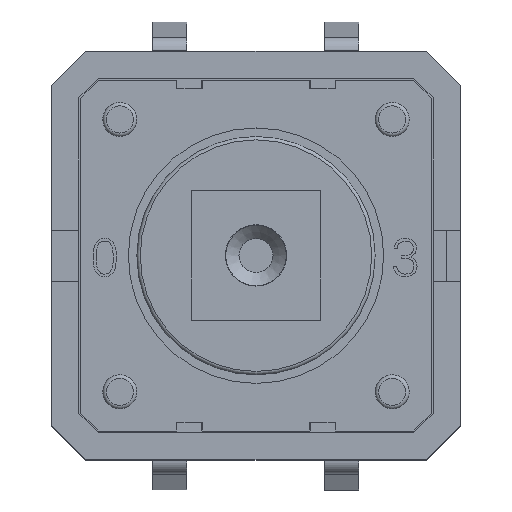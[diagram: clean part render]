
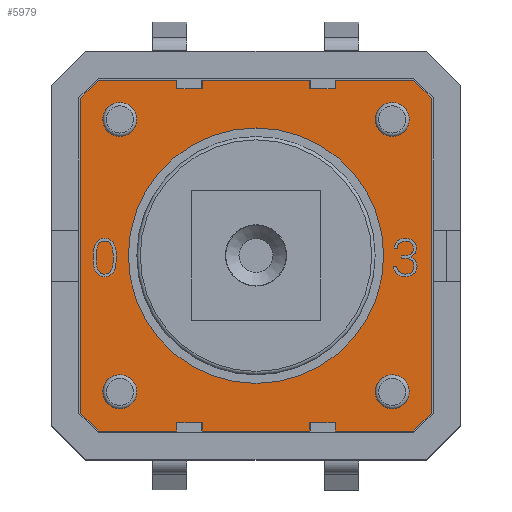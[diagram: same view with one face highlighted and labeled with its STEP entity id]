
A CAD part, top view. The second image highlights one B-rep face of the part: STEP entity #5979.
In plain terms, the highlighted planar face has unit normal (0, 0, 1).
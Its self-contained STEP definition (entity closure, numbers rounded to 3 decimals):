
#211=FACE_BOUND('',#1138,.T.);
#212=FACE_BOUND('',#1139,.T.);
#213=FACE_BOUND('',#1140,.T.);
#214=FACE_BOUND('',#1141,.T.);
#215=FACE_BOUND('',#1142,.T.);
#466=PLANE('',#6547);
#787=FACE_OUTER_BOUND('',#1137,.T.);
#1137=EDGE_LOOP('',(#5419,#5420,#5421,#5422,#5423,#5424,#5425,#5426,#5427,
#5428,#5429,#5430,#5431,#5432,#5433,#5434,#5435,#5436,#5437,#5438,#5439,
#5440,#5441,#5442));
#1138=EDGE_LOOP('',(#5443));
#1139=EDGE_LOOP('',(#5444));
#1140=EDGE_LOOP('',(#5445));
#1141=EDGE_LOOP('',(#5446));
#1142=EDGE_LOOP('',(#5447));
#1689=LINE('',#9495,#2337);
#1691=LINE('',#9500,#2339);
#1695=LINE('',#9507,#2343);
#1697=LINE('',#9512,#2345);
#1701=LINE('',#9519,#2349);
#1704=LINE('',#9525,#2352);
#1707=LINE('',#9531,#2355);
#1710=LINE('',#9537,#2358);
#1713=LINE('',#9543,#2361);
#1716=LINE('',#9549,#2364);
#1719=LINE('',#9555,#2367);
#1722=LINE('',#9561,#2370);
#1725=LINE('',#9567,#2373);
#1727=LINE('',#9572,#2375);
#1731=LINE('',#9579,#2379);
#1733=LINE('',#9584,#2381);
#1737=LINE('',#9591,#2385);
#1739=LINE('',#9596,#2387);
#1742=LINE('',#9602,#2390);
#1745=LINE('',#9608,#2393);
#1749=LINE('',#9615,#2397);
#1751=LINE('',#9620,#2399);
#1754=LINE('',#9626,#2402);
#1756=LINE('',#9629,#2404);
#2337=VECTOR('',#7889,1.);
#2339=VECTOR('',#7893,1.);
#2343=VECTOR('',#7899,1.);
#2345=VECTOR('',#7903,1.);
#2349=VECTOR('',#7909,1.);
#2352=VECTOR('',#7914,1.);
#2355=VECTOR('',#7919,1.);
#2358=VECTOR('',#7924,1.);
#2361=VECTOR('',#7929,1.);
#2364=VECTOR('',#7934,1.);
#2367=VECTOR('',#7939,1.);
#2370=VECTOR('',#7944,1.);
#2373=VECTOR('',#7949,1.);
#2375=VECTOR('',#7953,1.);
#2379=VECTOR('',#7959,1.);
#2381=VECTOR('',#7963,1.);
#2385=VECTOR('',#7969,1.);
#2387=VECTOR('',#7973,1.);
#2390=VECTOR('',#7978,1.);
#2393=VECTOR('',#7983,1.);
#2397=VECTOR('',#7989,1.);
#2399=VECTOR('',#7993,1.);
#2402=VECTOR('',#7998,1.);
#2404=VECTOR('',#8002,1.);
#2584=CIRCLE('',#6532,3.75);
#2586=CIRCLE('',#6535,0.3);
#2588=CIRCLE('',#6538,0.3);
#2590=CIRCLE('',#6541,0.3);
#2592=CIRCLE('',#6544,0.3);
#2988=VERTEX_POINT('',#9489);
#2990=VERTEX_POINT('',#9493);
#2992=VERTEX_POINT('',#9498);
#2994=VERTEX_POINT('',#9505);
#2996=VERTEX_POINT('',#9510);
#2998=VERTEX_POINT('',#9517);
#3000=VERTEX_POINT('',#9523);
#3002=VERTEX_POINT('',#9529);
#3004=VERTEX_POINT('',#9535);
#3006=VERTEX_POINT('',#9541);
#3008=VERTEX_POINT('',#9547);
#3010=VERTEX_POINT('',#9553);
#3012=VERTEX_POINT('',#9559);
#3014=VERTEX_POINT('',#9565);
#3016=VERTEX_POINT('',#9570);
#3018=VERTEX_POINT('',#9577);
#3020=VERTEX_POINT('',#9582);
#3022=VERTEX_POINT('',#9589);
#3024=VERTEX_POINT('',#9594);
#3026=VERTEX_POINT('',#9600);
#3028=VERTEX_POINT('',#9606);
#3030=VERTEX_POINT('',#9613);
#3032=VERTEX_POINT('',#9618);
#3034=VERTEX_POINT('',#9624);
#3035=VERTEX_POINT('',#9632);
#3037=VERTEX_POINT('',#9638);
#3039=VERTEX_POINT('',#9644);
#3041=VERTEX_POINT('',#9650);
#3043=VERTEX_POINT('',#9656);
#3800=EDGE_CURVE('',#2988,#2990,#1689,.T.);
#3802=EDGE_CURVE('',#2992,#2990,#1691,.T.);
#3806=EDGE_CURVE('',#2992,#2994,#1695,.T.);
#3808=EDGE_CURVE('',#2996,#2994,#1697,.T.);
#3812=EDGE_CURVE('',#2996,#2998,#1701,.T.);
#3815=EDGE_CURVE('',#2998,#3000,#1704,.T.);
#3818=EDGE_CURVE('',#3000,#3002,#1707,.T.);
#3821=EDGE_CURVE('',#3002,#3004,#1710,.T.);
#3824=EDGE_CURVE('',#3004,#3006,#1713,.T.);
#3827=EDGE_CURVE('',#3006,#3008,#1716,.T.);
#3830=EDGE_CURVE('',#3008,#3010,#1719,.T.);
#3833=EDGE_CURVE('',#3010,#3012,#1722,.T.);
#3836=EDGE_CURVE('',#3012,#3014,#1725,.T.);
#3838=EDGE_CURVE('',#3016,#3014,#1727,.T.);
#3842=EDGE_CURVE('',#3016,#3018,#1731,.T.);
#3844=EDGE_CURVE('',#3020,#3018,#1733,.T.);
#3848=EDGE_CURVE('',#3020,#3022,#1737,.T.);
#3850=EDGE_CURVE('',#3024,#3022,#1739,.T.);
#3853=EDGE_CURVE('',#3026,#3024,#1742,.T.);
#3856=EDGE_CURVE('',#3028,#3026,#1745,.T.);
#3860=EDGE_CURVE('',#3028,#3030,#1749,.T.);
#3862=EDGE_CURVE('',#3032,#3030,#1751,.T.);
#3865=EDGE_CURVE('',#3034,#3032,#1754,.T.);
#3867=EDGE_CURVE('',#2988,#3034,#1756,.T.);
#3869=EDGE_CURVE('',#3035,#3035,#2584,.T.);
#3872=EDGE_CURVE('',#3037,#3037,#2586,.T.);
#3875=EDGE_CURVE('',#3039,#3039,#2588,.T.);
#3878=EDGE_CURVE('',#3041,#3041,#2590,.T.);
#3881=EDGE_CURVE('',#3043,#3043,#2592,.T.);
#5419=ORIENTED_EDGE('',*,*,#3800,.T.);
#5420=ORIENTED_EDGE('',*,*,#3802,.F.);
#5421=ORIENTED_EDGE('',*,*,#3806,.T.);
#5422=ORIENTED_EDGE('',*,*,#3808,.F.);
#5423=ORIENTED_EDGE('',*,*,#3812,.T.);
#5424=ORIENTED_EDGE('',*,*,#3815,.T.);
#5425=ORIENTED_EDGE('',*,*,#3818,.T.);
#5426=ORIENTED_EDGE('',*,*,#3821,.T.);
#5427=ORIENTED_EDGE('',*,*,#3824,.T.);
#5428=ORIENTED_EDGE('',*,*,#3827,.T.);
#5429=ORIENTED_EDGE('',*,*,#3830,.T.);
#5430=ORIENTED_EDGE('',*,*,#3833,.T.);
#5431=ORIENTED_EDGE('',*,*,#3836,.T.);
#5432=ORIENTED_EDGE('',*,*,#3838,.F.);
#5433=ORIENTED_EDGE('',*,*,#3842,.T.);
#5434=ORIENTED_EDGE('',*,*,#3844,.F.);
#5435=ORIENTED_EDGE('',*,*,#3848,.T.);
#5436=ORIENTED_EDGE('',*,*,#3850,.F.);
#5437=ORIENTED_EDGE('',*,*,#3853,.F.);
#5438=ORIENTED_EDGE('',*,*,#3856,.F.);
#5439=ORIENTED_EDGE('',*,*,#3860,.T.);
#5440=ORIENTED_EDGE('',*,*,#3862,.F.);
#5441=ORIENTED_EDGE('',*,*,#3865,.F.);
#5442=ORIENTED_EDGE('',*,*,#3867,.F.);
#5443=ORIENTED_EDGE('',*,*,#3869,.F.);
#5444=ORIENTED_EDGE('',*,*,#3872,.F.);
#5445=ORIENTED_EDGE('',*,*,#3875,.F.);
#5446=ORIENTED_EDGE('',*,*,#3878,.F.);
#5447=ORIENTED_EDGE('',*,*,#3881,.F.);
#5979=ADVANCED_FACE('',(#787,#211,#212,#213,#214,#215),#466,.T.);
#6532=AXIS2_PLACEMENT_3D('',#9633,#8006,#8007);
#6535=AXIS2_PLACEMENT_3D('',#9639,#8013,#8014);
#6538=AXIS2_PLACEMENT_3D('',#9645,#8020,#8021);
#6541=AXIS2_PLACEMENT_3D('',#9651,#8027,#8028);
#6544=AXIS2_PLACEMENT_3D('',#9657,#8034,#8035);
#6547=AXIS2_PLACEMENT_3D('',#9662,#8041,#8042);
#7889=DIRECTION('',(-1.,0.,0.));
#7893=DIRECTION('',(0.707,0.707,0.));
#7899=DIRECTION('',(0.,-1.,0.));
#7903=DIRECTION('',(-0.707,0.707,0.));
#7909=DIRECTION('',(1.,0.,0.));
#7914=DIRECTION('',(0.,1.,0.));
#7919=DIRECTION('',(1.,0.,0.));
#7924=DIRECTION('',(0.,-1.,0.));
#7929=DIRECTION('',(1.,0.,0.));
#7934=DIRECTION('',(0.,1.,0.));
#7939=DIRECTION('',(1.,0.,0.));
#7944=DIRECTION('',(0.,-1.,0.));
#7949=DIRECTION('',(1.,0.,0.));
#7953=DIRECTION('',(-0.707,-0.707,0.));
#7959=DIRECTION('',(0.,1.,0.));
#7963=DIRECTION('',(0.707,-0.707,0.));
#7969=DIRECTION('',(-1.,0.,0.));
#7973=DIRECTION('',(0.,1.,0.));
#7978=DIRECTION('',(1.,0.,0.));
#7983=DIRECTION('',(0.,-1.,0.));
#7989=DIRECTION('',(-1.,0.,0.));
#7993=DIRECTION('',(0.,1.,0.));
#7998=DIRECTION('',(1.,0.,0.));
#8002=DIRECTION('',(0.,-1.,0.));
#8006=DIRECTION('center_axis',(0.,0.,1.));
#8007=DIRECTION('ref_axis',(1.,0.,0.));
#8013=DIRECTION('center_axis',(0.,0.,1.));
#8014=DIRECTION('ref_axis',(1.,0.,0.));
#8020=DIRECTION('center_axis',(0.,0.,1.));
#8021=DIRECTION('ref_axis',(1.,0.,0.));
#8027=DIRECTION('center_axis',(0.,0.,1.));
#8028=DIRECTION('ref_axis',(1.,0.,0.));
#8034=DIRECTION('center_axis',(0.,0.,1.));
#8035=DIRECTION('ref_axis',(1.,0.,0.));
#8041=DIRECTION('center_axis',(0.,0.,1.));
#8042=DIRECTION('ref_axis',(1.,0.,0.));
#9489=CARTESIAN_POINT('',(-2.325,5.15,0.2));
#9493=CARTESIAN_POINT('',(-4.625,5.15,0.2));
#9495=CARTESIAN_POINT('',(-2.325,5.15,0.2));
#9498=CARTESIAN_POINT('',(-5.15,4.625,0.2));
#9500=CARTESIAN_POINT('',(-5.15,4.625,0.2));
#9505=CARTESIAN_POINT('',(-5.15,-4.625,0.2));
#9507=CARTESIAN_POINT('',(-5.15,4.625,0.2));
#9510=CARTESIAN_POINT('',(-4.625,-5.15,0.2));
#9512=CARTESIAN_POINT('',(-4.625,-5.15,0.2));
#9517=CARTESIAN_POINT('',(-2.325,-5.15,0.2));
#9519=CARTESIAN_POINT('',(-4.625,-5.15,0.2));
#9523=CARTESIAN_POINT('',(-2.325,-4.9,0.2));
#9525=CARTESIAN_POINT('',(-2.325,-5.15,0.2));
#9529=CARTESIAN_POINT('',(-1.575,-4.9,0.2));
#9531=CARTESIAN_POINT('',(-2.325,-4.9,0.2));
#9535=CARTESIAN_POINT('',(-1.575,-5.15,0.2));
#9537=CARTESIAN_POINT('',(-1.575,-4.9,0.2));
#9541=CARTESIAN_POINT('',(1.575,-5.15,0.2));
#9543=CARTESIAN_POINT('',(-1.575,-5.15,0.2));
#9547=CARTESIAN_POINT('',(1.575,-4.9,0.2));
#9549=CARTESIAN_POINT('',(1.575,-5.15,0.2));
#9553=CARTESIAN_POINT('',(2.325,-4.9,0.2));
#9555=CARTESIAN_POINT('',(1.575,-4.9,0.2));
#9559=CARTESIAN_POINT('',(2.325,-5.15,0.2));
#9561=CARTESIAN_POINT('',(2.325,-4.9,0.2));
#9565=CARTESIAN_POINT('',(4.625,-5.15,0.2));
#9567=CARTESIAN_POINT('',(2.325,-5.15,0.2));
#9570=CARTESIAN_POINT('',(5.15,-4.625,0.2));
#9572=CARTESIAN_POINT('',(5.15,-4.625,0.2));
#9577=CARTESIAN_POINT('',(5.15,4.625,0.2));
#9579=CARTESIAN_POINT('',(5.15,-4.625,0.2));
#9582=CARTESIAN_POINT('',(4.625,5.15,0.2));
#9584=CARTESIAN_POINT('',(4.625,5.15,0.2));
#9589=CARTESIAN_POINT('',(2.325,5.15,0.2));
#9591=CARTESIAN_POINT('',(4.625,5.15,0.2));
#9594=CARTESIAN_POINT('',(2.325,4.9,0.2));
#9596=CARTESIAN_POINT('',(2.325,4.9,0.2));
#9600=CARTESIAN_POINT('',(1.575,4.9,0.2));
#9602=CARTESIAN_POINT('',(1.575,4.9,0.2));
#9606=CARTESIAN_POINT('',(1.575,5.15,0.2));
#9608=CARTESIAN_POINT('',(1.575,5.15,0.2));
#9613=CARTESIAN_POINT('',(-1.575,5.15,0.2));
#9615=CARTESIAN_POINT('',(1.575,5.15,0.2));
#9618=CARTESIAN_POINT('',(-1.575,4.9,0.2));
#9620=CARTESIAN_POINT('',(-1.575,4.9,0.2));
#9624=CARTESIAN_POINT('',(-2.325,4.9,0.2));
#9626=CARTESIAN_POINT('',(-2.325,4.9,0.2));
#9629=CARTESIAN_POINT('',(-2.325,5.15,0.2));
#9632=CARTESIAN_POINT('',(-3.75,0.,0.2));
#9633=CARTESIAN_POINT('Origin',(0.,0.,0.2));
#9638=CARTESIAN_POINT('',(-4.3,-4.,0.2));
#9639=CARTESIAN_POINT('Origin',(-4.,-4.,0.2));
#9644=CARTESIAN_POINT('',(3.7,-4.,0.2));
#9645=CARTESIAN_POINT('Origin',(4.,-4.,0.2));
#9650=CARTESIAN_POINT('',(3.7,4.,0.2));
#9651=CARTESIAN_POINT('Origin',(4.,4.,0.2));
#9656=CARTESIAN_POINT('',(-4.3,4.,0.2));
#9657=CARTESIAN_POINT('Origin',(-4.,4.,0.2));
#9662=CARTESIAN_POINT('Origin',(0.,0.,
0.2));
